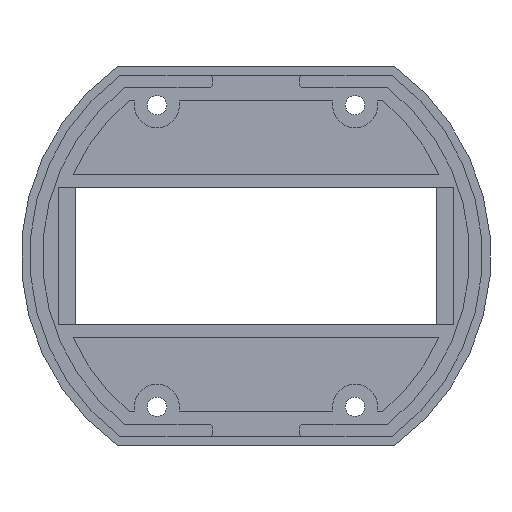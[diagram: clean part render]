
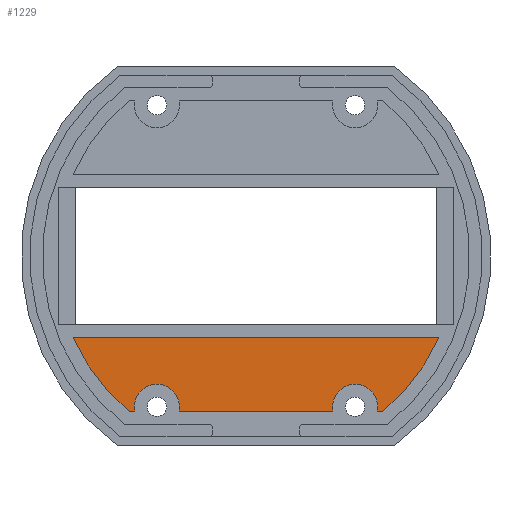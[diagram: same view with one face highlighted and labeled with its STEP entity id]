
A CAD part, front view. The second image highlights one B-rep face of the part: STEP entity #1229.
In plain terms, the highlighted planar face has unit normal (0, -1, 0).
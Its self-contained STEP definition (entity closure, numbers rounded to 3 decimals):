
#92=CIRCLE('',#1323,46.5);
#93=CIRCLE('',#1324,5.248);
#94=CIRCLE('',#1325,5.248);
#95=CIRCLE('',#1326,46.5);
#139=FACE_OUTER_BOUND('',#215,.T.);
#215=EDGE_LOOP('',(#889,#890,#891,#892,#893,#894,#895,#896));
#329=LINE('',#1935,#445);
#330=LINE('',#1939,#446);
#331=LINE('',#1943,#447);
#332=LINE('',#1947,#448);
#445=VECTOR('',#1522,84.927);
#446=VECTOR('',#1525,1.28);
#447=VECTOR('',#1528,35.697);
#448=VECTOR('',#1531,1.28);
#581=VERTEX_POINT('',#1933);
#582=VERTEX_POINT('',#1934);
#583=VERTEX_POINT('',#1936);
#584=VERTEX_POINT('',#1938);
#585=VERTEX_POINT('',#1940);
#586=VERTEX_POINT('',#1942);
#587=VERTEX_POINT('',#1944);
#588=VERTEX_POINT('',#1946);
#707=EDGE_CURVE('',#581,#582,#329,.T.);
#708=EDGE_CURVE('',#581,#583,#92,.T.);
#709=EDGE_CURVE('',#583,#584,#330,.T.);
#710=EDGE_CURVE('',#585,#584,#93,.F.);
#711=EDGE_CURVE('',#585,#586,#331,.T.);
#712=EDGE_CURVE('',#587,#586,#94,.F.);
#713=EDGE_CURVE('',#587,#588,#332,.T.);
#714=EDGE_CURVE('',#588,#582,#95,.T.);
#889=ORIENTED_EDGE('',*,*,#707,.F.);
#890=ORIENTED_EDGE('',*,*,#708,.T.);
#891=ORIENTED_EDGE('',*,*,#709,.T.);
#892=ORIENTED_EDGE('',*,*,#710,.F.);
#893=ORIENTED_EDGE('',*,*,#711,.T.);
#894=ORIENTED_EDGE('',*,*,#712,.F.);
#895=ORIENTED_EDGE('',*,*,#713,.T.);
#896=ORIENTED_EDGE('',*,*,#714,.T.);
#1194=PLANE('',#1322);
#1229=ADVANCED_FACE('',(#139),#1194,.F.);
#1322=AXIS2_PLACEMENT_3D('',#1932,#1520,#1521);
#1323=AXIS2_PLACEMENT_3D('',#1937,#1523,#1524);
#1324=AXIS2_PLACEMENT_3D('',#1941,#1526,#1527);
#1325=AXIS2_PLACEMENT_3D('',#1945,#1529,#1530);
#1326=AXIS2_PLACEMENT_3D('',#1948,#1532,#1533);
#1520=DIRECTION('center_axis',(0.,1.,0.));
#1521=DIRECTION('ref_axis',(0.,0.,1.));
#1522=DIRECTION('',(1.,0.,0.));
#1523=DIRECTION('center_axis',(0.,-1.,0.));
#1524=DIRECTION('ref_axis',(0.,0.,-1.));
#1525=DIRECTION('',(1.,0.,0.));
#1526=DIRECTION('center_axis',(0.,1.,0.));
#1527=DIRECTION('ref_axis',(0.,0.,1.));
#1528=DIRECTION('',(1.,0.,0.));
#1529=DIRECTION('center_axis',(0.,1.,0.));
#1530=DIRECTION('ref_axis',(0.,0.,1.));
#1531=DIRECTION('',(1.,0.,0.));
#1532=DIRECTION('center_axis',(0.,-1.,0.));
#1533=DIRECTION('ref_axis',(0.,0.,-1.));
#1932=CARTESIAN_POINT('Origin',(0.,0.,0.));
#1933=CARTESIAN_POINT('',(-42.463,0.,-18.95));
#1934=CARTESIAN_POINT('',(42.463,0.,-18.95));
#1935=CARTESIAN_POINT('',(-42.463,0.,-18.95));
#1936=CARTESIAN_POINT('',(-29.432,0.,-36.));
#1937=CARTESIAN_POINT('Origin',(0.,0.,0.));
#1938=CARTESIAN_POINT('',(-28.152,0.,-36.));
#1939=CARTESIAN_POINT('',(-29.432,0.,-36.));
#1940=CARTESIAN_POINT('',(-17.848,0.,-36.));
#1941=CARTESIAN_POINT('Origin',(-23.,0.,-35.));
#1942=CARTESIAN_POINT('',(17.848,0.,-36.));
#1943=CARTESIAN_POINT('',(-17.848,0.,-36.));
#1944=CARTESIAN_POINT('',(28.152,0.,-36.));
#1945=CARTESIAN_POINT('Origin',(23.,0.,-35.));
#1946=CARTESIAN_POINT('',(29.432,0.,-36.));
#1947=CARTESIAN_POINT('',(28.152,0.,-36.));
#1948=CARTESIAN_POINT('Origin',(0.,0.,0.));
